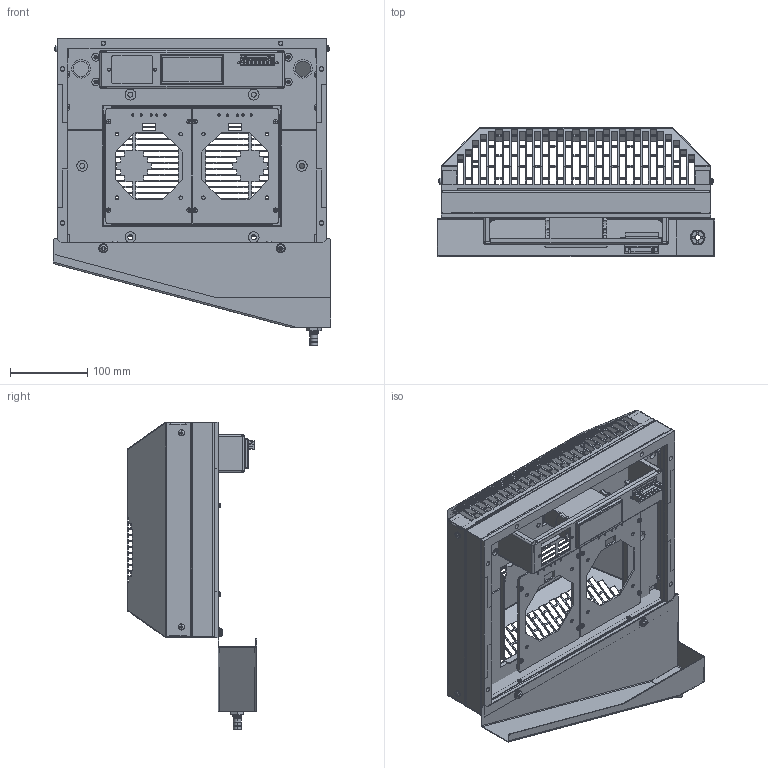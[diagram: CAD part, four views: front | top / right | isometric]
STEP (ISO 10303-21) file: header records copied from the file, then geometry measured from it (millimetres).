
FILE_DESCRIPTION((''),'2;1');
FILE_NAME('TG6105_CONDENSATE_DRAIN_ASSY_AS_ASM','2017-07-11T',('briang'),(''),'CREO PARAMETRIC BY PTC INC, 2014500','CREO PARAMETRIC BY PTC INC, 2014500','');
FILE_SCHEMA(('CONFIG_CONTROL_DESIGN'));
Products named in the file (35): TG6105-COVER_1; SCREW_DIN_7985-M4X10-A2_1; TG6105-COVER_ASM_1_ASM; TG6105-HOUSING_1; POPNUT_M5_HEX_CLOSED_A2_1; TG6105-WATER-DEFLECTOR_1; M3_X_6_AL_AL_RIVETED_1; TG6105-HOUSING-MNF_ASM_1_ASM; TG3050-41800-INT-DEFL_1; SCREW_DIN_7985-M3X6-4_8_1; TG3102-INT-REDESIGN2015_ASM_1_ASM; TG3102-FOR-TG6100_ASM_1_ASM; TG6105-PELTIER-MODULES_ASM_1_ASM; TG6105-HOUSING-INS-1_1; TG6105-HOUSING-INS-2_1; TG6105-MOUNTING-INS-HOR_1; TG6105-MOUNTING-INS-VERT_1; TG6105-HOUSING_ASM_1_ASM; CAREL_IR33PLUS_SEIFERT_1; CAREL_IR33_PLUS_SEIFERT_ASM_1_ASM; TG6105-CNTRLR-BKT_1; TG6105-CNTRLR-BKT-MNF_ASM_1_ASM; 072106080019_1; TG6105-CONTROLLER-BKT_ASM_1_ASM; TG-6105_RECESSED_ASM_1_ASM; TG6105_COND_DRAIN_1; NYLON_WASHER_17_04X12_6X0_79_1; WATERTRAY_DRAIN_FITTING_1; LOCK_NUT_12X1_RAL9005_1; TG6105_CONDENSATE_DRAIN_ASM_1_ASM; WASHER_FLAT_A5_3_STEEL_DIN125_1; TOOTHED_WASHER_DIN6797_M5_1; PZ2_M5_16_DIN7985_A2_1; TG6105_CONDENSATE_DRAIN_ASSY__1_ASM; TG6105_CONDENSATE_DRAIN_ASSY_AS_ASM
Assembly tree (58 placements, depth 8):
  TG6105_CONDENSATE_DRAIN_ASSY_AS_ASM
    TG6105_CONDENSATE_DRAIN_ASSY__1_ASM
      TG-6105_RECESSED_ASM_1_ASM
        TG6105-COVER_ASM_1_ASM
          TG6105-COVER_1
          SCREW_DIN_7985-M4X10-A2_1  x4
        TG6105-HOUSING_ASM_1_ASM
          TG6105-HOUSING-MNF_ASM_1_ASM
            TG6105-HOUSING_1
            POPNUT_M5_HEX_CLOSED_A2_1  x8
            TG6105-WATER-DEFLECTOR_1
            M3_X_6_AL_AL_RIVETED_1  x2
          TG6105-PELTIER-MODULES_ASM_1_ASM
            TG3102-FOR-TG6100_ASM_1_ASM
              TG3102-INT-REDESIGN2015_ASM_1_ASM
                TG3050-41800-INT-DEFL_1  x2
                SCREW_DIN_7985-M3X6-4_8_1  x8
          TG6105-HOUSING-INS-1_1
          TG6105-HOUSING-INS-2_1
          TG6105-MOUNTING-INS-HOR_1  x2
          TG6105-MOUNTING-INS-VERT_1  x2
        TG6105-CONTROLLER-BKT_ASM_1_ASM
          CAREL_IR33_PLUS_SEIFERT_ASM_1_ASM
            CAREL_IR33PLUS_SEIFERT_1
          TG6105-CNTRLR-BKT-MNF_ASM_1_ASM
            TG6105-CNTRLR-BKT_1
          072106080019_1
      TG6105_CONDENSATE_DRAIN_ASM_1_ASM
        TG6105_COND_DRAIN_1
        NYLON_WASHER_17_04X12_6X0_79_1
        WATERTRAY_DRAIN_FITTING_1
        LOCK_NUT_12X1_RAL9005_1
      WASHER_FLAT_A5_3_STEEL_DIN125_1  x2
      TOOTHED_WASHER_DIN6797_M5_1  x2
      PZ2_M5_16_DIN7985_A2_1  x2
Bounding box: 360.11 x 167.5 x 399.71 mm (x, y, z)
Volume: 867924.5 mm3; surface area: 932979.6 mm2
Topology: 46 solids, 67 shells, 4366 faces, 11811 edges, 7389 vertices
Faces by surface type: plane 2924, cylinder 978, cone 258, torus 108, bspline 54, sphere 40, extrusion 4
Entity records: 110501 total; most frequent: CARTESIAN_POINT 23921, ORIENTED_EDGE 18128, DIRECTION 17276, EDGE_CURVE 9078, VECTOR 7076, LINE 7072, VERTEX_POINT 5698, AXIS2_PLACEMENT_3D 5100
